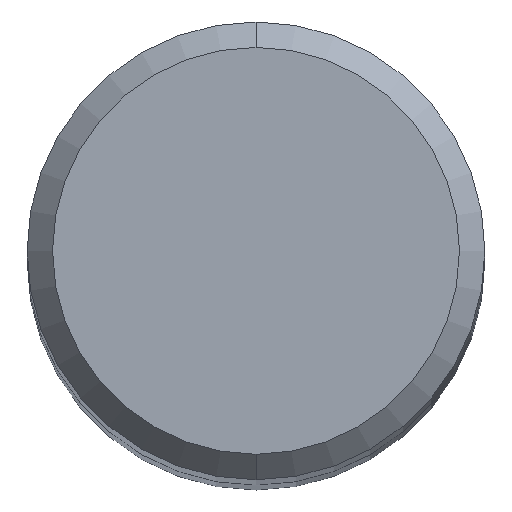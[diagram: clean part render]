
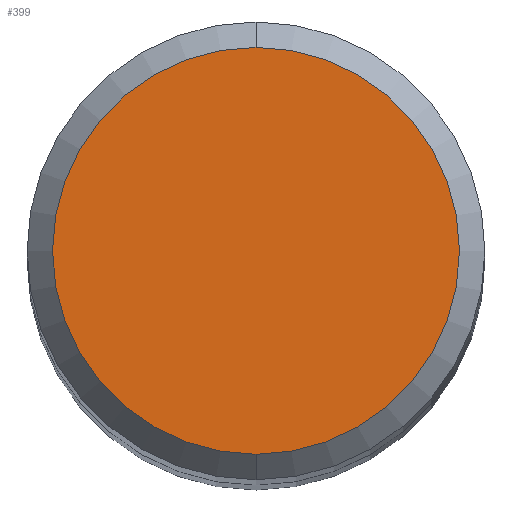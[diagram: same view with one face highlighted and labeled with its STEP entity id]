
A CAD part, top view. The second image highlights one B-rep face of the part: STEP entity #399.
In plain terms, the highlighted planar face has unit normal (0, 0, 1).
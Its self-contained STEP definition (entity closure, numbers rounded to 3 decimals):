
#199=VERTEX_POINT('',#481);
#215=EDGE_CURVE('',#199,#299,#499,.T.);
#293=EDGE_CURVE('',#299,#199,#584,.T.);
#299=VERTEX_POINT('',#590);
#399=ADVANCED_FACE('',(#697),#698,.T.);
#481=CARTESIAN_POINT('',(0.0,4.8,0.0));
#499=CIRCLE('',#836,4.8);
#584=CIRCLE('',#1020,4.8);
#590=CARTESIAN_POINT('',(0.,-4.8,0.0));
#697=FACE_OUTER_BOUND('',#1339,.T.);
#698=PLANE('',#1340);
#836=AXIS2_PLACEMENT_3D('',#1451,#1452,#1453);
#1020=AXIS2_PLACEMENT_3D('',#1550,#1551,#1552);
#1339=EDGE_LOOP('',(#1652,#1653));
#1340=AXIS2_PLACEMENT_3D('',#1654,#1655,#1656);
#1451=CARTESIAN_POINT('',(0.0,0.0,0.0));
#1452=DIRECTION('',(0.0,0.0,-1.0));
#1453=DIRECTION('',(0.0,1.0,0.0));
#1550=CARTESIAN_POINT('',(0.0,0.0,0.0));
#1551=DIRECTION('',(0.0,0.0,-1.0));
#1552=DIRECTION('',(0.0,1.0,0.0));
#1652=ORIENTED_EDGE('',*,*,#215,.F.);
#1653=ORIENTED_EDGE('',*,*,#293,.F.);
#1654=CARTESIAN_POINT('',(0.0,2.4,0.0));
#1655=DIRECTION('',(-0.0,0.0,1.0));
#1656=DIRECTION('',(0.0,-1.0,0.0));
